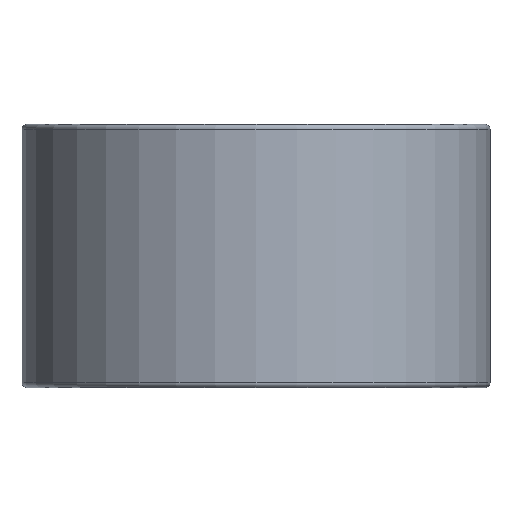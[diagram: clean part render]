
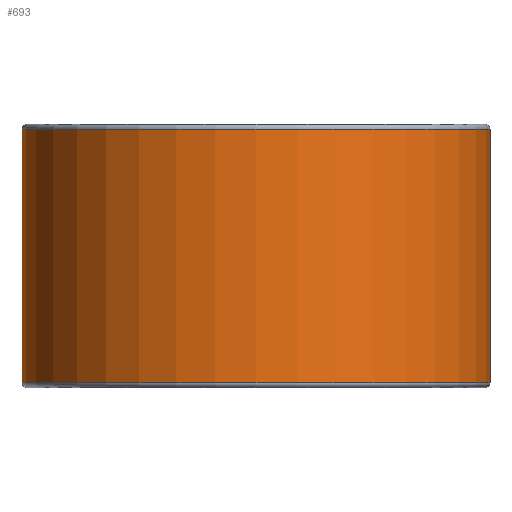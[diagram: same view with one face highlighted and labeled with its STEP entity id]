
A CAD part, front view. The second image highlights one B-rep face of the part: STEP entity #693.
In plain terms, the highlighted cylindrical face has radius 6.35 mm (diameter 12.7 mm), a partial arc.
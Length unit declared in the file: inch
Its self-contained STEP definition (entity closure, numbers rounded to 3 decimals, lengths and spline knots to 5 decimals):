
#38 = VECTOR ( 'NONE', #1095, 39.37008 ) ;
#58 = FACE_OUTER_BOUND ( 'NONE', #921, .T. ) ;
#72 = CARTESIAN_POINT ( 'NONE',  ( 0., 0., 0.14063 ) ) ;
#85 = ORIENTED_EDGE ( 'NONE', *, *, #709, .T. ) ;
#97 = VECTOR ( 'NONE', #1079, 39.37008 ) ;
#155 = EDGE_CURVE ( 'NONE', #237, #985, #1041, .T. ) ;
#178 = DIRECTION ( 'NONE',  ( 0., 0., 1. ) ) ;
#192 = CARTESIAN_POINT ( 'NONE',  ( 0.25, 0., -0.13562 ) ) ;
#210 = CIRCLE ( 'NONE', #961, 0.25 ) ;
#237 = VERTEX_POINT ( 'NONE', #919 ) ;
#291 = CARTESIAN_POINT ( 'NONE',  ( 0.25, 0., 0.14063 ) ) ;
#325 = EDGE_CURVE ( 'NONE', #237, #892, #210, .T. ) ;
#333 = CIRCLE ( 'NONE', #581, 0.25 ) ;
#338 = VERTEX_POINT ( 'NONE', #459 ) ;
#372 = CARTESIAN_POINT ( 'NONE',  ( 0., 0., 0.13562 ) ) ;
#415 = CYLINDRICAL_SURFACE ( 'NONE', #494, 0.25 ) ;
#443 = CARTESIAN_POINT ( 'NONE',  ( 0., 0., -0.13562 ) ) ;
#459 = CARTESIAN_POINT ( 'NONE',  ( -0.25, 0., -0.13562 ) ) ;
#494 = AXIS2_PLACEMENT_3D ( 'NONE', #72, #659, #839 ) ;
#527 = ORIENTED_EDGE ( 'NONE', *, *, #325, .T. ) ;
#581 = AXIS2_PLACEMENT_3D ( 'NONE', #443, #178, #612 ) ;
#612 = DIRECTION ( 'NONE',  ( 1., 0., 0. ) ) ;
#659 = DIRECTION ( 'NONE',  ( 0., 0., -1. ) ) ;
#693 = ADVANCED_FACE ( 'NONE', ( #58 ), #415, .T. ) ;
#705 = DIRECTION ( 'NONE',  ( 1., 0., 0. ) ) ;
#709 = EDGE_CURVE ( 'NONE', #892, #338, #754, .T. ) ;
#714 = ORIENTED_EDGE ( 'NONE', *, *, #915, .T. ) ;
#754 = LINE ( 'NONE', #923, #97 ) ;
#796 = CARTESIAN_POINT ( 'NONE',  ( -0.25, 0., 0.13562 ) ) ;
#839 = DIRECTION ( 'NONE',  ( -1., 0., 0. ) ) ;
#861 = DIRECTION ( 'NONE',  ( 0., 0., -1. ) ) ;
#892 = VERTEX_POINT ( 'NONE', #796 ) ;
#915 = EDGE_CURVE ( 'NONE', #338, #985, #333, .T. ) ;
#919 = CARTESIAN_POINT ( 'NONE',  ( 0.25, 0., 0.13562 ) ) ;
#921 = EDGE_LOOP ( 'NONE', ( #1088, #527, #85, #714 ) ) ;
#923 = CARTESIAN_POINT ( 'NONE',  ( -0.25, 0., 0.14063 ) ) ;
#961 = AXIS2_PLACEMENT_3D ( 'NONE', #372, #861, #705 ) ;
#985 = VERTEX_POINT ( 'NONE', #192 ) ;
#1041 = LINE ( 'NONE', #291, #38 ) ;
#1079 = DIRECTION ( 'NONE',  ( 0., 0., -1. ) ) ;
#1088 = ORIENTED_EDGE ( 'NONE', *, *, #155, .F. ) ;
#1095 = DIRECTION ( 'NONE',  ( 0., 0., -1. ) ) ;
